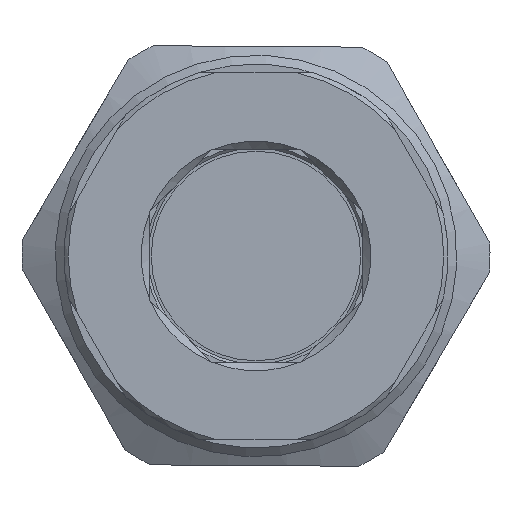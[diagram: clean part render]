
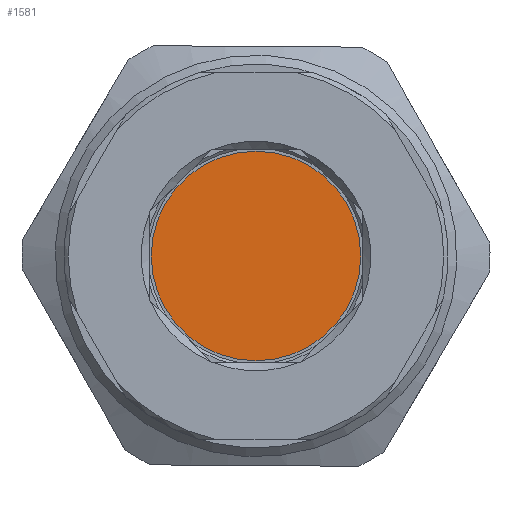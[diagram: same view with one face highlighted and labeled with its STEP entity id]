
A CAD part, left-side view. The second image highlights one B-rep face of the part: STEP entity #1581.
In plain terms, the highlighted planar face has unit normal (-1, 0, 0).
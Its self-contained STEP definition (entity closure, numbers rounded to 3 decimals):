
#196=PLANE('',#1695);
#230=FACE_OUTER_BOUND('',#321,.T.);
#321=EDGE_LOOP('',(#1092,#1093));
#599=CIRCLE('',#1693,6.);
#600=CIRCLE('',#1694,6.);
#696=VERTEX_POINT('',#2349);
#697=VERTEX_POINT('',#2351);
#854=EDGE_CURVE('',#697,#696,#599,.T.);
#855=EDGE_CURVE('',#696,#697,#600,.T.);
#1092=ORIENTED_EDGE('',*,*,#854,.T.);
#1093=ORIENTED_EDGE('',*,*,#855,.T.);
#1581=ADVANCED_FACE('',(#230),#196,.T.);
#1693=AXIS2_PLACEMENT_3D('',#2352,#1886,#1887);
#1694=AXIS2_PLACEMENT_3D('',#2353,#1888,#1889);
#1695=AXIS2_PLACEMENT_3D('',#2354,#1890,#1891);
#1886=DIRECTION('center_axis',(-1.,0.,0.));
#1887=DIRECTION('ref_axis',(0.,-1.,0.));
#1888=DIRECTION('center_axis',(-1.,0.,0.));
#1889=DIRECTION('ref_axis',(0.,-1.,0.));
#1890=DIRECTION('center_axis',(-1.,0.,0.));
#1891=DIRECTION('ref_axis',(0.,-1.,0.));
#2349=CARTESIAN_POINT('',(20.,6.,0.));
#2351=CARTESIAN_POINT('',(20.,-6.,0.));
#2352=CARTESIAN_POINT('Origin',(20.,0.,0.));
#2353=CARTESIAN_POINT('Origin',(20.,0.,0.));
#2354=CARTESIAN_POINT('Origin',(20.,0.,0.));
